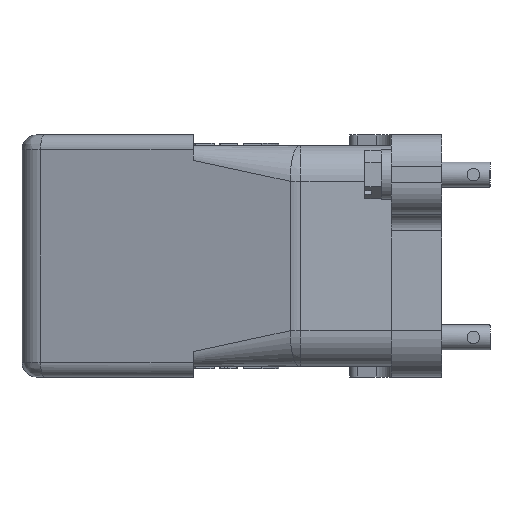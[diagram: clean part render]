
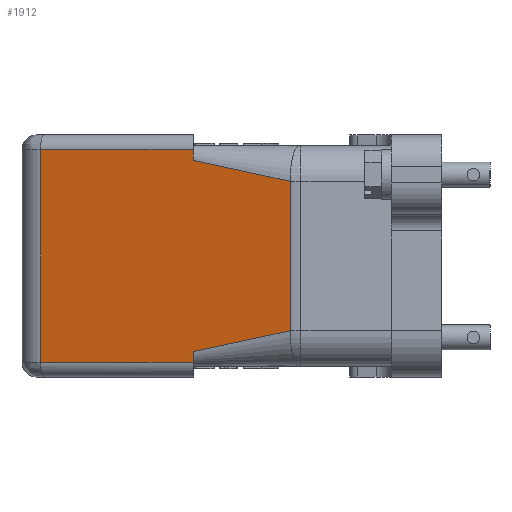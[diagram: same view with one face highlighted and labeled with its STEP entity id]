
A CAD part, left-side view. The second image highlights one B-rep face of the part: STEP entity #1912.
In plain terms, the highlighted planar face has unit normal (-0.966, 0.259, 0).
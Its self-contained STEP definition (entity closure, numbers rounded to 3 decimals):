
#1912=ADVANCED_FACE('',(#2572),#2240,.T.);
#2240=PLANE('',#9015);
#2572=FACE_OUTER_BOUND('',#2974,.T.);
#2974=EDGE_LOOP('',(#4422,#4423,#4424,#4425,#4426,#4427,#4428,#4429));
#4422=ORIENTED_EDGE('',*,*,#6596,.T.);
#4423=ORIENTED_EDGE('',*,*,#6595,.T.);
#4424=ORIENTED_EDGE('',*,*,#6558,.T.);
#4425=ORIENTED_EDGE('',*,*,#6562,.T.);
#4426=ORIENTED_EDGE('',*,*,#6479,.T.);
#4427=ORIENTED_EDGE('',*,*,#6577,.T.);
#4428=ORIENTED_EDGE('',*,*,#6578,.T.);
#4429=ORIENTED_EDGE('',*,*,#6582,.T.);
#5584=VERTEX_POINT('',#13130);
#5591=VERTEX_POINT('',#13166);
#5594=VERTEX_POINT('',#13171);
#5649=VERTEX_POINT('',#13502);
#5650=VERTEX_POINT('',#13504);
#5660=VERTEX_POINT('',#13636);
#5661=VERTEX_POINT('',#13645);
#5663=VERTEX_POINT('',#13672);
#6479=EDGE_CURVE('',#5591,#5594,#7399,.T.);
#6558=EDGE_CURVE('',#5650,#5649,#7447,.T.);
#6562=EDGE_CURVE('',#5649,#5591,#7449,.T.);
#6577=EDGE_CURVE('',#5594,#5660,#7456,.T.);
#6578=EDGE_CURVE('',#5660,#5661,#7457,.T.);
#6582=EDGE_CURVE('',#5661,#5663,#7460,.T.);
#6595=EDGE_CURVE('',#5584,#5650,#7469,.T.);
#6596=EDGE_CURVE('',#5663,#5584,#7470,.T.);
#7399=LINE('',#13172,#8193);
#7447=LINE('',#13503,#8241);
#7449=LINE('',#13529,#8243);
#7456=LINE('',#13637,#8250);
#7457=LINE('',#13644,#8251);
#7460=LINE('',#13671,#8254);
#7469=LINE('',#13696,#8263);
#7470=LINE('',#13698,#8264);
#8193=VECTOR('',#10354,1.);
#8241=VECTOR('',#10496,1.);
#8243=VECTOR('',#10502,1.);
#8250=VECTOR('',#10529,1.);
#8251=VECTOR('',#10530,1.);
#8254=VECTOR('',#10535,1.);
#8263=VECTOR('',#10564,1.);
#8264=VECTOR('',#10567,1.);
#9015=AXIS2_PLACEMENT_3D('',#13699,#10568,#10569);
#10354=DIRECTION('',(0.,0.,1.));
#10496=DIRECTION('',(0.,0.,1.));
#10502=DIRECTION('',(-0.253,-0.946,0.204));
#10529=DIRECTION('',(0.253,0.946,0.204));
#10530=DIRECTION('',(0.,0.,1.));
#10535=DIRECTION('',(0.259,0.966,0.));
#10564=DIRECTION('',(-0.259,-0.966,0.));
#10567=DIRECTION('',(0.,0.,-1.));
#10568=DIRECTION('',(-0.966,0.259,0.));
#10569=DIRECTION('',(-0.259,-0.966,0.));
#13130=CARTESIAN_POINT('',(-35.141,78.053,-25.5));
#13166=CARTESIAN_POINT('',(-51.159,18.272,-17.9));
#13171=CARTESIAN_POINT('',(-51.159,18.272,17.9));
#13172=CARTESIAN_POINT('',(-51.159,18.272,-17.9));
#13502=CARTESIAN_POINT('',(-44.935,41.5,-22.9));
#13503=CARTESIAN_POINT('',(-44.935,41.5,-25.5));
#13504=CARTESIAN_POINT('',(-44.935,41.5,-25.5));
#13529=CARTESIAN_POINT('',(-44.935,41.5,-22.9));
#13636=CARTESIAN_POINT('',(-44.935,41.5,22.9));
#13637=CARTESIAN_POINT('',(-51.159,18.272,17.9));
#13644=CARTESIAN_POINT('',(-44.935,41.5,22.9));
#13645=CARTESIAN_POINT('',(-44.935,41.5,25.5));
#13671=CARTESIAN_POINT('',(-44.935,41.5,25.5));
#13672=CARTESIAN_POINT('',(-35.141,78.053,25.5));
#13696=CARTESIAN_POINT('',(-35.141,78.053,-25.5));
#13698=CARTESIAN_POINT('',(-35.141,78.053,25.5));
#13699=CARTESIAN_POINT('',(-33.539,84.031,-29.));
